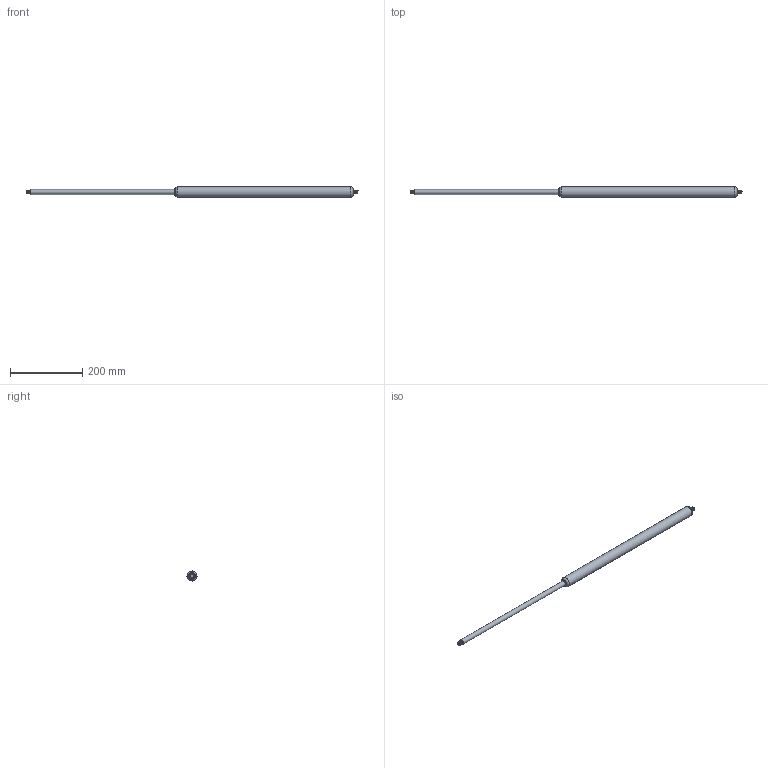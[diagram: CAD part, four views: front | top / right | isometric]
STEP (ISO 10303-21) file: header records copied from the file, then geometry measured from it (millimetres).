
FILE_DESCRIPTION(/* description */ (''),/* implementation_level */ '2;1');
FILE_NAME(/* name */ 'G_14_28_400_1_896_Steel.stp',/* time_stamp */ '2024-02-07T14:27:02+02:00',/* author */ (''),/* organization */ (''),/* preprocessor_version */ 'ST-DEVELOPER v16',/* originating_system */ 'SIEMENS PLM Software NX 11.0',/* authorisation */ '');
FILE_SCHEMA (('AUTOMOTIVE_DESIGN { 1 0 10303 214 3 1 1 1 }'));
Length unit declared in the file: millimetre
Products named in the file (5): thread cylinder; thread rod; rod; cylinder; G_14_28_100_1_248_Steel
Assembly tree (4 placements, depth 2):
  G_14_28_100_1_248_Steel
    cylinder
    rod
    thread rod
    thread cylinder
Bounding box: 920 x 28 x 28 mm (x, y, z)
Volume: 365839.6 mm3; surface area: 63746.2 mm2
Topology: 4 solids, 4 shells, 30 faces, 56 edges, 34 vertices
Faces by surface type: cylinder 10, plane 8, cone 6, bspline 4, torus 2
Full cylindrical faces by diameter (mm): 14 x1, 17 x2, 20 x2, 28 x1
Entity records: 4305 total; most frequent: CARTESIAN_POINT 3713, DIRECTION 102, ORIENTED_EDGE 76, AXIS2_PLACEMENT_3D 51, EDGE_LOOP 40, EDGE_CURVE 38, VERTEX_POINT 30, ADVANCED_FACE 28
